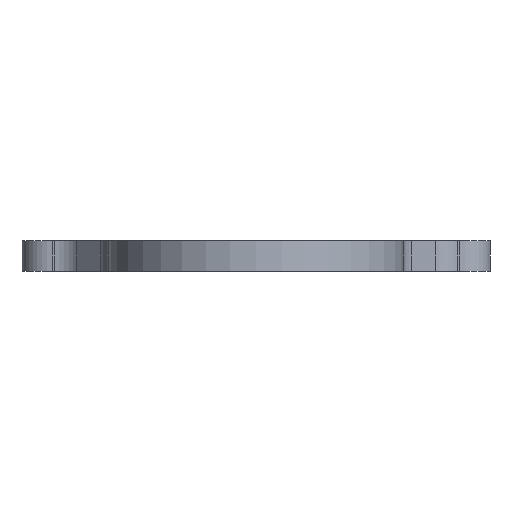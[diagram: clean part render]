
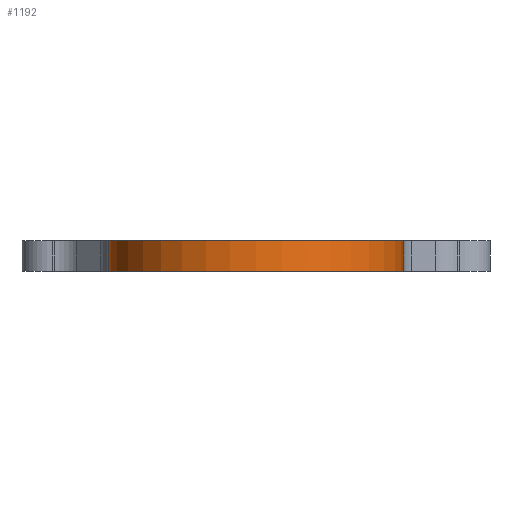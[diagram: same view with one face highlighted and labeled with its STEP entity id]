
A CAD part, left-side view. The second image highlights one B-rep face of the part: STEP entity #1192.
In plain terms, the highlighted cylindrical face has radius 14.5 mm (diameter 29 mm), a partial arc.
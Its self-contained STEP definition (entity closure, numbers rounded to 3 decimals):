
#127=FACE_OUTER_BOUND('',#215,.T.);
#215=EDGE_LOOP('',(#1098,#1099,#1100,#1101));
#251=LINE('',#1799,#353);
#317=LINE('',#2026,#419);
#353=VECTOR('',#1446,10.);
#419=VECTOR('',#1686,10.);
#442=CIRCLE('',#1258,14.5);
#471=CIRCLE('',#1300,14.5);
#522=VERTEX_POINT('',#1796);
#523=VERTEX_POINT('',#1798);
#534=VERTEX_POINT('',#1830);
#577=VERTEX_POINT('',#1942);
#651=EDGE_CURVE('',#522,#523,#251,.T.);
#667=EDGE_CURVE('',#523,#534,#442,.T.);
#724=EDGE_CURVE('',#522,#577,#471,.T.);
#765=EDGE_CURVE('',#577,#534,#317,.T.);
#1098=ORIENTED_EDGE('',*,*,#724,.T.);
#1099=ORIENTED_EDGE('',*,*,#765,.T.);
#1100=ORIENTED_EDGE('',*,*,#667,.F.);
#1101=ORIENTED_EDGE('',*,*,#651,.F.);
#1134=CYLINDRICAL_SURFACE('',#1336,14.5);
#1192=ADVANCED_FACE('',(#127),#1134,.T.);
#1258=AXIS2_PLACEMENT_3D('',#1831,#1476,#1477);
#1300=AXIS2_PLACEMENT_3D('',#1944,#1588,#1589);
#1336=AXIS2_PLACEMENT_3D('',#2027,#1687,#1688);
#1446=DIRECTION('',(0.,0.,-1.));
#1476=DIRECTION('center_axis',(0.,0.,-1.));
#1477=DIRECTION('ref_axis',(0.,-1.,0.));
#1588=DIRECTION('center_axis',(0.,0.,-1.));
#1589=DIRECTION('ref_axis',(0.,-1.,0.));
#1686=DIRECTION('',(0.,0.,-1.));
#1687=DIRECTION('center_axis',(0.,0.,-1.));
#1688=DIRECTION('ref_axis',(0.,-1.,0.));
#1796=CARTESIAN_POINT('',(-48.,-0.6,3.));
#1798=CARTESIAN_POINT('',(-48.,-0.6,0.));
#1799=CARTESIAN_POINT('',(-48.,-0.6,3.));
#1830=CARTESIAN_POINT('',(-48.,28.4,0.));
#1831=CARTESIAN_POINT('Origin',(-48.,13.9,0.));
#1942=CARTESIAN_POINT('',(-48.,28.4,3.));
#1944=CARTESIAN_POINT('Origin',(-48.,13.9,3.));
#2026=CARTESIAN_POINT('',(-48.,28.4,3.));
#2027=CARTESIAN_POINT('Origin',(-48.,13.9,3.));
